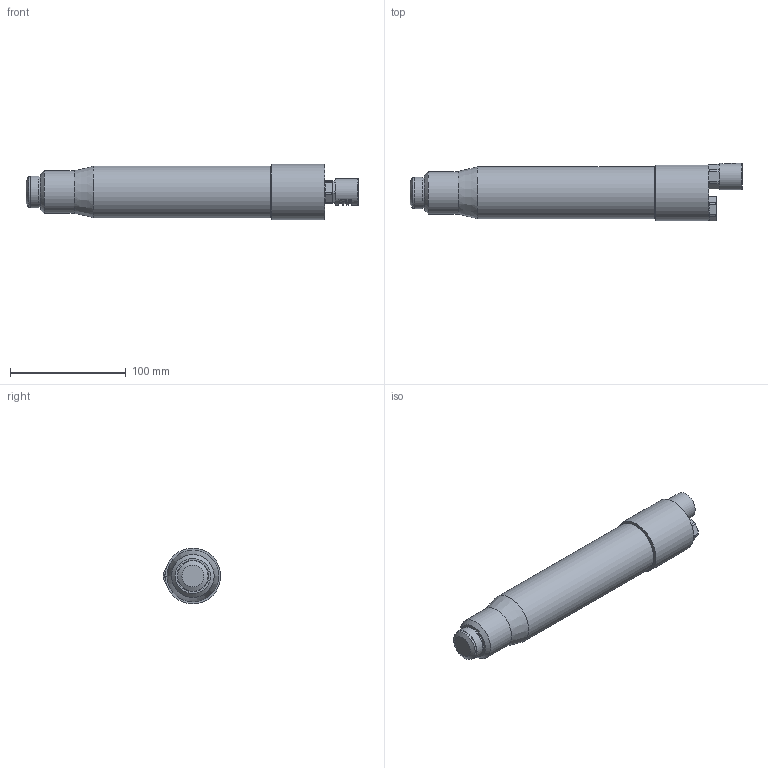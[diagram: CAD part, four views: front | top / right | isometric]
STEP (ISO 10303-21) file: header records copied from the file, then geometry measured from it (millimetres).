
FILE_DESCRIPTION((''),'2;1');
FILE_NAME('MCY9_11_1.stp','2013-11-04T14:45:39',('ibasyouni'),(''),'Autodesk Inventor 2013','Autodesk Inventor 2013','');
FILE_SCHEMA(('AUTOMOTIVE_DESIGN { 1 2 10303 214 0 1 1 1 }'));
Length unit declared in the file: millimetre
Products named in the file (1): MCY9_11_1
Bounding box: 286.4 x 49.47 x 48.03 mm (x, y, z)
Surface area: 52495.3 mm2 (no closed solid volume)
Topology: 0 solids, 217 shells, 217 faces, 1068 edges, 952 vertices
Faces by surface type: cylinder 112, plane 62, bspline 19, cone 16, torus 8
Full cylindrical faces by diameter (mm): 1 x25, 1.5 x2, 5 x20, 10 x2, 12 x1, 12.5 x1, 12.6 x1, 13.15 x1, 13.2 x1, 13.3 x1, 14 x1, 14.15 x1, 14.6 x1, 15 x3, 15.25 x1, 15.9 x2, 16 x2, 16.5 x1, 16.662 x2, 18.6 x2, 19.85 x1, 20 x3, 21 x1, 23 x1, 26.314 x2, 27.314 x1, 36.814 x1, 42.777 x1, 44.714 x1, 48.027 x1
Entity records: 20685 total; most frequent: CARTESIAN_POINT 12086, DIRECTION 1456, ORIENTED_EDGE 992, EDGE_CURVE 972, VERTEX_POINT 952, AXIS2_PLACEMENT_3D 660, CIRCLE 462, EDGE_LOOP 432
